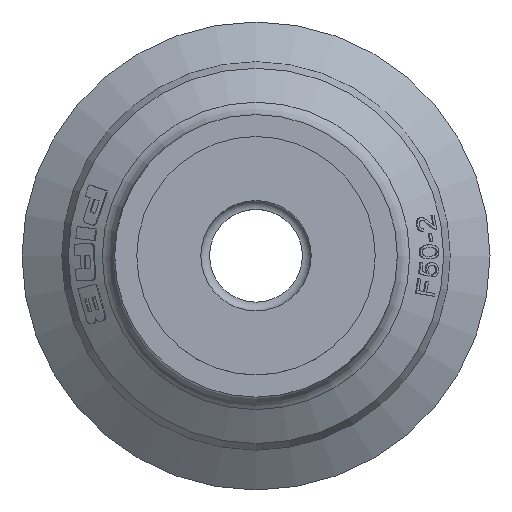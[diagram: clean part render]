
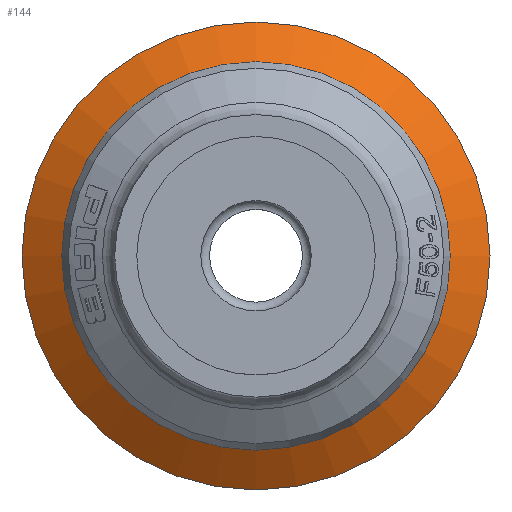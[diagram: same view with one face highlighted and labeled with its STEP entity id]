
A CAD part, top view. The second image highlights one B-rep face of the part: STEP entity #144.
In plain terms, the highlighted conical face has half-angle 55.442 degrees and reference radius 22 mm.
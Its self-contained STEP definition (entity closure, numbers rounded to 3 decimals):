
#144 = ADVANCED_FACE( '', ( #393, #394 ), #395, .T. );
#393 = FACE_OUTER_BOUND( '', #675, .T. );
#394 = FACE_BOUND( '', #676, .T. );
#395 = CONICAL_SURFACE( '', #677, 22., 0.968 );
#675 = EDGE_LOOP( '', ( #1625 ) );
#676 = EDGE_LOOP( '', ( #1626 ) );
#677 = AXIS2_PLACEMENT_3D( '', #1627, #1628, #1629 );
#1625 = ORIENTED_EDGE( '', *, *, #2030, .F. );
#1626 = ORIENTED_EDGE( '', *, *, #2029, .T. );
#1627 = CARTESIAN_POINT( '', ( 0., 0., -14. ) );
#1628 = DIRECTION( '', ( 0., 0., -1. ) );
#1629 = DIRECTION( '', ( -1., 0., 0. ) );
#2029 = EDGE_CURVE( '', #2492, #2492, #2493, .T. );
#2030 = EDGE_CURVE( '', #2494, #2494, #2495, .T. );
#2492 = VERTEX_POINT( '', #4123 );
#2493 = CIRCLE( '', #4124, 22. );
#2494 = VERTEX_POINT( '', #4125 );
#2495 = CIRCLE( '', #4126, 26.5 );
#4123 = CARTESIAN_POINT( '', ( -22., 0., -14. ) );
#4124 = AXIS2_PLACEMENT_3D( '', #4271, #4272, #4273 );
#4125 = CARTESIAN_POINT( '', ( -26.5, 0., -17.099 ) );
#4126 = AXIS2_PLACEMENT_3D( '', #4274, #4275, #4276 );
#4271 = CARTESIAN_POINT( '', ( 0., 0., -14. ) );
#4272 = DIRECTION( '', ( 0., 0., -1. ) );
#4273 = DIRECTION( '', ( -1., 0., 0. ) );
#4274 = CARTESIAN_POINT( '', ( 0., 0., -17.099 ) );
#4275 = DIRECTION( '', ( 0., 0., -1. ) );
#4276 = DIRECTION( '', ( -1., 0., 0. ) );
